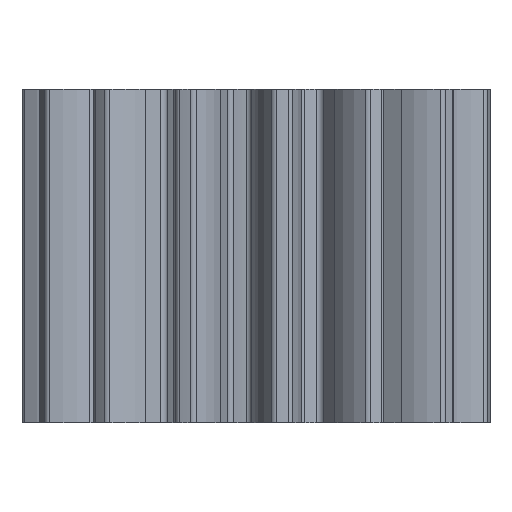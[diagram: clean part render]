
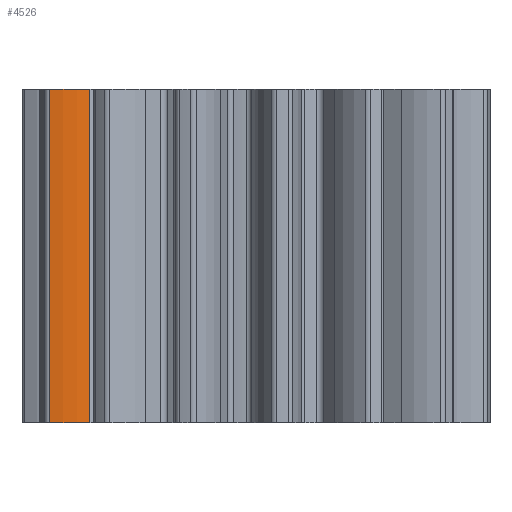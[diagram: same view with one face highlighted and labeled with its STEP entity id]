
A CAD part, front view. The second image highlights one B-rep face of the part: STEP entity #4526.
In plain terms, the highlighted free-form (B-spline) face has degree [3, 1] with [5, 2] control points.
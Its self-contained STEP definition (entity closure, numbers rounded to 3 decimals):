
#51 = B_SPLINE_CURVE_WITH_KNOTS ( 'NONE', 3,
 ( #2046, #2047, #2048, #2049, #2050 ),
 .UNSPECIFIED., .F., .F.,
 ( 4, 1, 4 ),
 ( 0., 0.367, 0.75 ),
 .UNSPECIFIED. ) ;
#52 = B_SPLINE_CURVE_WITH_KNOTS ( 'NONE', 3,
 ( #2038, #2042, #2043, #2044, #2045 ),
 .UNSPECIFIED., .F., .F.,
 ( 4, 1, 4 ),
 ( 0., 0.367, 0.75 ),
 .UNSPECIFIED. ) ;
#76 = B_SPLINE_SURFACE_WITH_KNOTS ( 'NONE', 3, 1, ( 
 ( #1506, #1507 ),
 ( #1508, #1509 ),
 ( #1510, #1511 ),
 ( #1512, #1513 ),
 ( #1514, #1515 ) ),
 .UNSPECIFIED., .F., .F., .F.,
 ( 4, 1, 4 ),
 ( 2, 2 ),
 ( 0., 0.367, 0.75 ),
 ( 0., 1. ),
 .UNSPECIFIED. ) ;
#1506 = CARTESIAN_POINT ( 'NONE',  ( -3.76, -1.886, 6. ) ) ;
#1507 = CARTESIAN_POINT ( 'NONE',  ( -3.76, -1.886, 0. ) ) ;
#1508 = CARTESIAN_POINT ( 'NONE',  ( -3.639, -1.902, 6. ) ) ;
#1509 = CARTESIAN_POINT ( 'NONE',  ( -3.639, -1.902, 0. ) ) ;
#1510 = CARTESIAN_POINT ( 'NONE',  ( -3.388, -1.908, 6. ) ) ;
#1511 = CARTESIAN_POINT ( 'NONE',  ( -3.388, -1.908, 0. ) ) ;
#1512 = CARTESIAN_POINT ( 'NONE',  ( -3.144, -1.851, 6. ) ) ;
#1513 = CARTESIAN_POINT ( 'NONE',  ( -3.144, -1.851, 0. ) ) ;
#1514 = CARTESIAN_POINT ( 'NONE',  ( -3.025, -1.807, 6. ) ) ;
#1515 = CARTESIAN_POINT ( 'NONE',  ( -3.025, -1.807, 0. ) ) ;
#2030 = LINE ( 'NONE', #2031, #2930 ) ;
#2031 = CARTESIAN_POINT ( 'NONE',  ( -3.76, -1.886, 6. ) ) ;
#2032 = DIRECTION ( 'NONE',  ( 0., 0., -1. ) ) ;
#2038 = CARTESIAN_POINT ( 'NONE',  ( -3.76, -1.886, 0. ) ) ;
#2039 = LINE ( 'NONE', #2040, #2932 ) ;
#2040 = CARTESIAN_POINT ( 'NONE',  ( -3.025, -1.807, 6. ) ) ;
#2041 = DIRECTION ( 'NONE',  ( 0., 0., -1. ) ) ;
#2042 = CARTESIAN_POINT ( 'NONE',  ( -3.639, -1.902, 0. ) ) ;
#2043 = CARTESIAN_POINT ( 'NONE',  ( -3.388, -1.908, 0. ) ) ;
#2044 = CARTESIAN_POINT ( 'NONE',  ( -3.144, -1.851, 0. ) ) ;
#2045 = CARTESIAN_POINT ( 'NONE',  ( -3.025, -1.807, 0. ) ) ;
#2046 = CARTESIAN_POINT ( 'NONE',  ( -3.76, -1.886, 6. ) ) ;
#2047 = CARTESIAN_POINT ( 'NONE',  ( -3.639, -1.902, 6. ) ) ;
#2048 = CARTESIAN_POINT ( 'NONE',  ( -3.388, -1.908, 6. ) ) ;
#2049 = CARTESIAN_POINT ( 'NONE',  ( -3.144, -1.851, 6. ) ) ;
#2050 = CARTESIAN_POINT ( 'NONE',  ( -3.025, -1.807, 6. ) ) ;
#2595 = EDGE_LOOP ( 'NONE', ( #5951, #5953, #5952, #5954 ) ) ;
#2930 = VECTOR ( 'NONE', #2032, 1000. ) ;
#2932 = VECTOR ( 'NONE', #2041, 1000. ) ;
#3399 = CARTESIAN_POINT ( 'NONE',  ( -3.76, -1.886, 0. ) ) ;
#3400 = CARTESIAN_POINT ( 'NONE',  ( -3.76, -1.886, 6. ) ) ;
#3401 = CARTESIAN_POINT ( 'NONE',  ( -3.025, -1.807, 0. ) ) ;
#3402 = CARTESIAN_POINT ( 'NONE',  ( -3.025, -1.807, 6. ) ) ;
#3669 = FACE_OUTER_BOUND ( 'NONE', #2595, .T. ) ;
#4526 = ADVANCED_FACE ( 'NONE', ( #3669 ), #76, .F. ) ;
#4679 = EDGE_CURVE ( 'NONE', #5742, #5741, #2030, .T. ) ;
#4682 = EDGE_CURVE ( 'NONE', #5744, #5743, #2039, .T. ) ;
#4683 = EDGE_CURVE ( 'NONE', #5741, #5743, #52, .T. ) ;
#4684 = EDGE_CURVE ( 'NONE', #5742, #5744, #51, .T. ) ;
#5741 = VERTEX_POINT ( 'NONE', #3399 ) ;
#5742 = VERTEX_POINT ( 'NONE', #3400 ) ;
#5743 = VERTEX_POINT ( 'NONE', #3401 ) ;
#5744 = VERTEX_POINT ( 'NONE', #3402 ) ;
#5951 = ORIENTED_EDGE ( 'NONE', *, *, #4683, .T. ) ;
#5952 = ORIENTED_EDGE ( 'NONE', *, *, #4684, .F. ) ;
#5953 = ORIENTED_EDGE ( 'NONE', *, *, #4682, .F. ) ;
#5954 = ORIENTED_EDGE ( 'NONE', *, *, #4679, .T. ) ;
